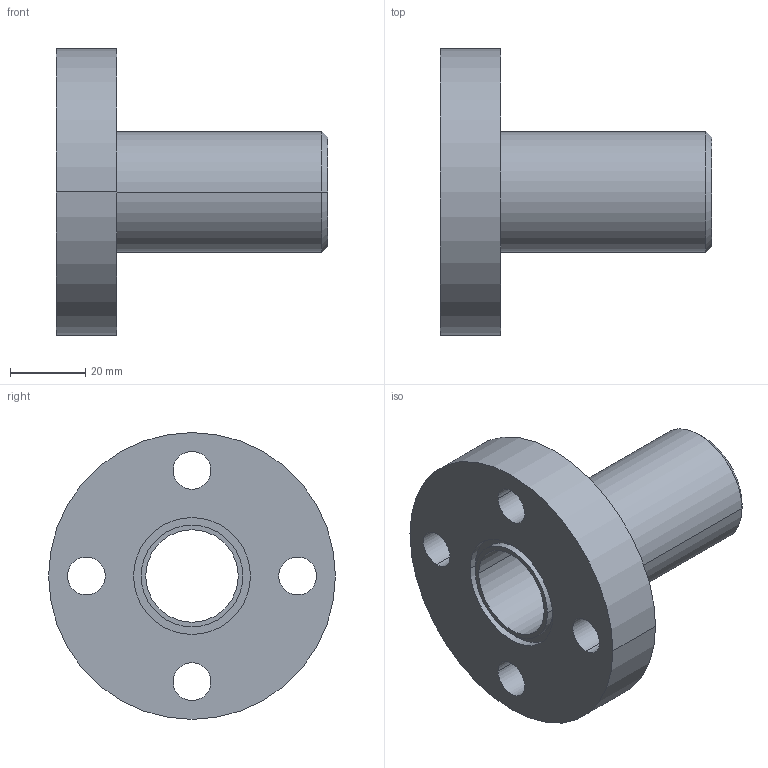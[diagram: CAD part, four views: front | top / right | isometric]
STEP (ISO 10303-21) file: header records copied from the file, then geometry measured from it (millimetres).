
FILE_DESCRIPTION(('STEP AP214'),'1');
FILE_NAME('b11-034.stp','2021-01-28T15:39:10',('TraceParts'),('TraceParts S.A.'),'Spatial InterOp 3D',' ',' ');
FILE_SCHEMA(('AUTOMOTIVE_DESIGN { 1 0 10303 214 1 1 1 1 }'));
Length unit declared in the file: millimetre
Products named in the file (1): b11-034
Bounding box: 72 x 76 x 76 mm (x, y, z)
Volume: 78163.2 mm3; surface area: 24770.3 mm2
Topology: 1 solids, 1 shells, 25 faces, 58 edges, 38 vertices
Faces by surface type: cylinder 18, plane 5, cone 2
Entity records: 769 total; most frequent: DIRECTION 148, CARTESIAN_POINT 122, ORIENTED_EDGE 116, AXIS2_PLACEMENT_3D 64, EDGE_CURVE 58, EDGE_LOOP 38, VERTEX_POINT 38, CIRCLE 38
